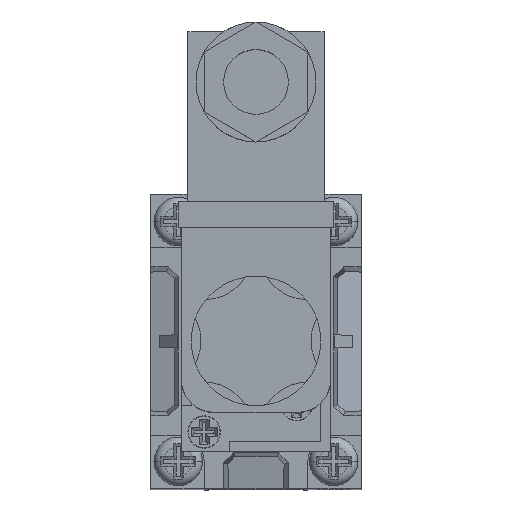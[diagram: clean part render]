
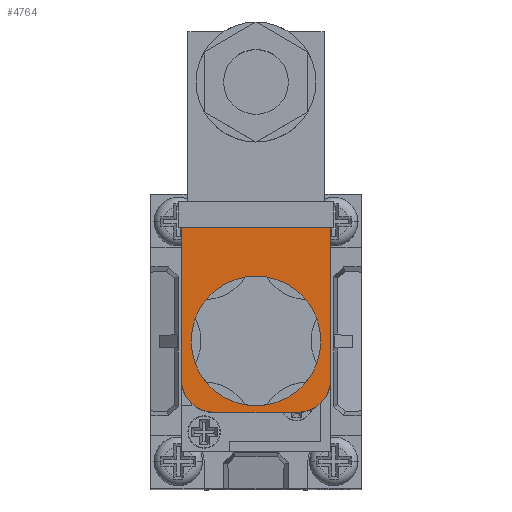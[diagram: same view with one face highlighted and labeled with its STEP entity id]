
A CAD part, top view. The second image highlights one B-rep face of the part: STEP entity #4764.
In plain terms, the highlighted face is planar.
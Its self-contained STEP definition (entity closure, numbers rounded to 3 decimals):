
#507 = PLANE ( 'NONE',  #6517 ) ;
#508 = CARTESIAN_POINT ( 'NONE',  ( 0., -9.25, 6.5 ) ) ;
#509 = DIRECTION ( 'NONE',  ( 1., 0., 0. ) ) ;
#510 = DIRECTION ( 'NONE',  ( 0., 0., -1. ) ) ;
#644 = ORIENTED_EDGE ( 'NONE', *, *, #1738, .T. ) ;
#645 = ORIENTED_EDGE ( 'NONE', *, *, #1739, .T. ) ;
#646 = ORIENTED_EDGE ( 'NONE', *, *, #1740, .T. ) ;
#647 = ORIENTED_EDGE ( 'NONE', *, *, #1741, .T. ) ;
#648 = ORIENTED_EDGE ( 'NONE', *, *, #1742, .T. ) ;
#649 = ORIENTED_EDGE ( 'NONE', *, *, #1743, .T. ) ;
#650 = ORIENTED_EDGE ( 'NONE', *, *, #1682, .T. ) ;
#651 = ORIENTED_EDGE ( 'NONE', *, *, #1744, .T. ) ;
#1682 = EDGE_CURVE ( 'NONE', #11584, #11526, #3253, .T. ) ;
#1738 = EDGE_CURVE ( 'NONE', #11600, #11522, #3335, .T. ) ;
#1739 = EDGE_CURVE ( 'NONE', #11522, #11568, #3337, .T. ) ;
#1740 = EDGE_CURVE ( 'NONE', #11568, #11633, #3339, .T. ) ;
#1741 = EDGE_CURVE ( 'NONE', #11633, #11531, #3342, .T. ) ;
#1742 = EDGE_CURVE ( 'NONE', #11531, #11536, #3341, .T. ) ;
#1743 = EDGE_CURVE ( 'NONE', #11536, #11600, #3344, .T. ) ;
#1744 = EDGE_CURVE ( 'NONE', #11526, #11584, #3345, .T. ) ;
#3253 = CIRCLE ( 'NONE', #11295, 10. ) ;
#3335 = LINE ( 'NONE', #3994, #3336 ) ;
#3336 = VECTOR ( 'NONE', #3995, 1000. ) ;
#3337 = LINE ( 'NONE', #3996, #3338 ) ;
#3338 = VECTOR ( 'NONE', #3997, 1000. ) ;
#3339 = LINE ( 'NONE', #3998, #3340 ) ;
#3340 = VECTOR ( 'NONE', #3999, 1000. ) ;
#3341 = LINE ( 'NONE', #4003, #3343 ) ;
#3342 = CIRCLE ( 'NONE', #11324, 5. ) ;
#3343 = VECTOR ( 'NONE', #4004, 1000. ) ;
#3344 = CIRCLE ( 'NONE', #11325, 5. ) ;
#3345 = CIRCLE ( 'NONE', #11326, 10. ) ;
#3761 = CARTESIAN_POINT ( 'NONE',  ( 0., -3.25, 0. ) ) ;
#3763 = DIRECTION ( 'NONE',  ( -1., 0., 0. ) ) ;
#3764 = DIRECTION ( 'NONE',  ( 0., 0., 1. ) ) ;
#3994 = CARTESIAN_POINT ( 'NONE',  ( 0., -9.25, -11.5 ) ) ;
#3995 = DIRECTION ( 'NONE',  ( 0., 1., 0. ) ) ;
#3996 = CARTESIAN_POINT ( 'NONE',  ( 0., 14.25, 11.5 ) ) ;
#3997 = DIRECTION ( 'NONE',  ( 0., 0., 1. ) ) ;
#3998 = CARTESIAN_POINT ( 'NONE',  ( 0., -9.25, 11.5 ) ) ;
#3999 = DIRECTION ( 'NONE',  ( 0., -1., 0. ) ) ;
#4000 = CARTESIAN_POINT ( 'NONE',  ( 0., -9.25, 6.5 ) ) ;
#4001 = DIRECTION ( 'NONE',  ( 1., 0., 0. ) ) ;
#4002 = DIRECTION ( 'NONE',  ( 0., 0., -1. ) ) ;
#4003 = CARTESIAN_POINT ( 'NONE',  ( 0., -14.25, 6.5 ) ) ;
#4004 = DIRECTION ( 'NONE',  ( 0., 0., -1. ) ) ;
#4005 = CARTESIAN_POINT ( 'NONE',  ( 0., -9.25, -6.5 ) ) ;
#4006 = DIRECTION ( 'NONE',  ( 1., 0., 0. ) ) ;
#4007 = DIRECTION ( 'NONE',  ( 0., 0., 1. ) ) ;
#4008 = CARTESIAN_POINT ( 'NONE',  ( 0., -3.25, 0. ) ) ;
#4009 = DIRECTION ( 'NONE',  ( -1., 0., 0. ) ) ;
#4010 = DIRECTION ( 'NONE',  ( 0., 0., 1. ) ) ;
#4764 = ADVANCED_FACE ( 'NONE', ( #7788, #7789 ), #507, .T. ) ;
#6517 = AXIS2_PLACEMENT_3D ( 'NONE', #508, #509, #510 ) ;
#7788 = FACE_OUTER_BOUND ( 'NONE', #13257, .T. ) ;
#7789 = FACE_BOUND ( 'NONE', #13258, .T. ) ;
#9170 = CARTESIAN_POINT ( 'NONE',  ( 0., -9.25, 11.5 ) ) ;
#11295 = AXIS2_PLACEMENT_3D ( 'NONE', #3761, #3763, #3764 ) ;
#11324 = AXIS2_PLACEMENT_3D ( 'NONE', #4000, #4001, #4002 ) ;
#11325 = AXIS2_PLACEMENT_3D ( 'NONE', #4005, #4006, #4007 ) ;
#11326 = AXIS2_PLACEMENT_3D ( 'NONE', #4008, #4009, #4010 ) ;
#11522 = VERTEX_POINT ( 'NONE', #13942 ) ;
#11526 = VERTEX_POINT ( 'NONE', #13946 ) ;
#11531 = VERTEX_POINT ( 'NONE', #13951 ) ;
#11536 = VERTEX_POINT ( 'NONE', #13956 ) ;
#11568 = VERTEX_POINT ( 'NONE', #13988 ) ;
#11584 = VERTEX_POINT ( 'NONE', #14004 ) ;
#11600 = VERTEX_POINT ( 'NONE', #14020 ) ;
#11633 = VERTEX_POINT ( 'NONE', #9170 ) ;
#13257 = EDGE_LOOP ( 'NONE', ( #644, #645, #646, #647, #648, #649 ) ) ;
#13258 = EDGE_LOOP ( 'NONE', ( #650, #651 ) ) ;
#13942 = CARTESIAN_POINT ( 'NONE',  ( 0., 14.25, -11.5 ) ) ;
#13946 = CARTESIAN_POINT ( 'NONE',  ( 0., -3.25, -10. ) ) ;
#13951 = CARTESIAN_POINT ( 'NONE',  ( 0., -14.25, 6.5 ) ) ;
#13956 = CARTESIAN_POINT ( 'NONE',  ( 0., -14.25, -6.5 ) ) ;
#13988 = CARTESIAN_POINT ( 'NONE',  ( 0., 14.25, 11.5 ) ) ;
#14004 = CARTESIAN_POINT ( 'NONE',  ( 0., -3.25, 10. ) ) ;
#14020 = CARTESIAN_POINT ( 'NONE',  ( 0., -9.25, -11.5 ) ) ;
